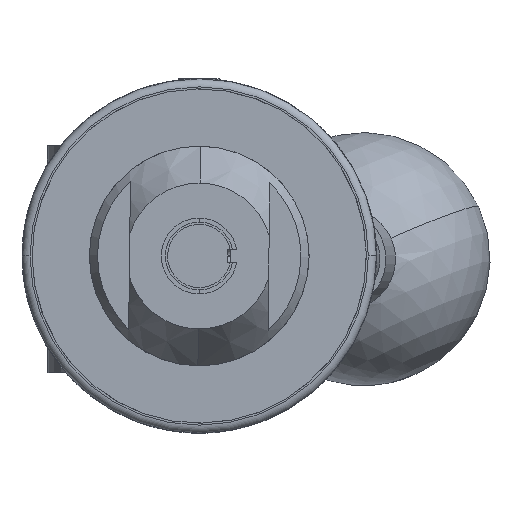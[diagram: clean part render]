
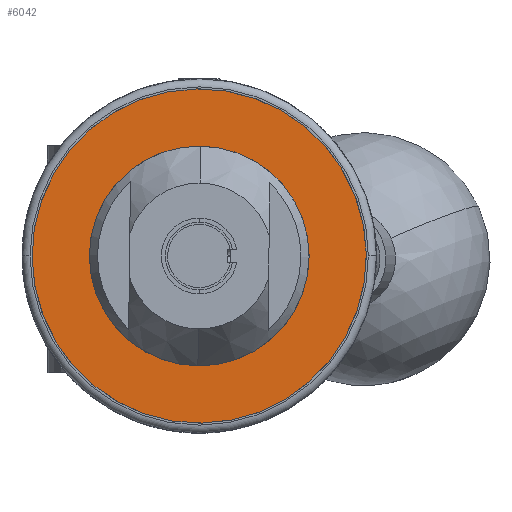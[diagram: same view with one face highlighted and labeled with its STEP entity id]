
A CAD part, left-side view. The second image highlights one B-rep face of the part: STEP entity #6042.
In plain terms, the highlighted planar face has unit normal (-1, 0, 0).
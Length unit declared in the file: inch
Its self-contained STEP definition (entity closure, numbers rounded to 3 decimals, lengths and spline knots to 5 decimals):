
#134 = EDGE_CURVE ( 'NONE', #7509, #10070, #9179, .T. ) ;
#394 = DIRECTION ( 'NONE',  ( 1., 0., 0. ) ) ;
#859 = CARTESIAN_POINT ( 'NONE',  ( -3.226, 0., 0. ) ) ;
#1058 = ORIENTED_EDGE ( 'NONE', *, *, #134, .T. ) ;
#1474 = FACE_OUTER_BOUND ( 'NONE', #6536, .T. ) ;
#1668 = VERTEX_POINT ( 'NONE', #5551 ) ;
#2670 = CARTESIAN_POINT ( 'NONE',  ( -3.226, -0.00914, -0.54242 ) ) ;
#3036 = AXIS2_PLACEMENT_3D ( 'NONE', #859, #10524, #13652 ) ;
#3062 = DIRECTION ( 'NONE',  ( 1., 0., 0. ) ) ;
#3215 = CIRCLE ( 'NONE', #10381, 0.825 ) ;
#3680 = CARTESIAN_POINT ( 'NONE',  ( -3.226, 0., 0. ) ) ;
#3824 = CARTESIAN_POINT ( 'NONE',  ( -3.226, -0.0139, -0.82488 ) ) ;
#4216 = DIRECTION ( 'NONE',  ( 0., 0.017, 1. ) ) ;
#4225 = AXIS2_PLACEMENT_3D ( 'NONE', #3680, #10039, #10191 ) ;
#4581 = PLANE ( 'NONE',  #12764 ) ;
#5504 = ORIENTED_EDGE ( 'NONE', *, *, #9969, .F. ) ;
#5550 = CIRCLE ( 'NONE', #4225, 0.5425 ) ;
#5551 = CARTESIAN_POINT ( 'NONE',  ( -3.226, 0.0139, 0.82488 ) ) ;
#6042 = ADVANCED_FACE ( 'NONE', ( #1474, #13089 ), #4581, .F. ) ;
#6142 = ORIENTED_EDGE ( 'NONE', *, *, #6681, .F. ) ;
#6536 = EDGE_LOOP ( 'NONE', ( #5504, #6142 ) ) ;
#6681 = EDGE_CURVE ( 'NONE', #1668, #11407, #3215, .T. ) ;
#6926 = ORIENTED_EDGE ( 'NONE', *, *, #8182, .T. ) ;
#7334 = DIRECTION ( 'NONE',  ( 0., 0.017, 1. ) ) ;
#7509 = VERTEX_POINT ( 'NONE', #12929 ) ;
#8182 = EDGE_CURVE ( 'NONE', #10070, #7509, #5550, .T. ) ;
#9080 = EDGE_LOOP ( 'NONE', ( #1058, #6926 ) ) ;
#9179 = CIRCLE ( 'NONE', #11676, 0.5425 ) ;
#9461 = CARTESIAN_POINT ( 'NONE',  ( -3.226, 0., 0. ) ) ;
#9500 = CARTESIAN_POINT ( 'NONE',  ( -3.226, 0., 0. ) ) ;
#9969 = EDGE_CURVE ( 'NONE', #11407, #1668, #13365, .T. ) ;
#10039 = DIRECTION ( 'NONE',  ( 1., 0., 0. ) ) ;
#10070 = VERTEX_POINT ( 'NONE', #2670 ) ;
#10191 = DIRECTION ( 'NONE',  ( 0., 0.017, 1. ) ) ;
#10381 = AXIS2_PLACEMENT_3D ( 'NONE', #9500, #3062, #7334 ) ;
#10449 = DIRECTION ( 'NONE',  ( 1., 0., 0. ) ) ;
#10524 = DIRECTION ( 'NONE',  ( 1., 0., 0. ) ) ;
#11407 = VERTEX_POINT ( 'NONE', #3824 ) ;
#11676 = AXIS2_PLACEMENT_3D ( 'NONE', #9461, #10449, #4216 ) ;
#12051 = CARTESIAN_POINT ( 'NONE',  ( -3.226, 0., 0. ) ) ;
#12764 = AXIS2_PLACEMENT_3D ( 'NONE', #12051, #394, #13160 ) ;
#12929 = CARTESIAN_POINT ( 'NONE',  ( -3.226, 0.00914, 0.54242 ) ) ;
#13089 = FACE_BOUND ( 'NONE', #9080, .T. ) ;
#13160 = DIRECTION ( 'NONE',  ( 0., 0.017, 1. ) ) ;
#13365 = CIRCLE ( 'NONE', #3036, 0.825 ) ;
#13652 = DIRECTION ( 'NONE',  ( 0., 0.017, 1. ) ) ;
